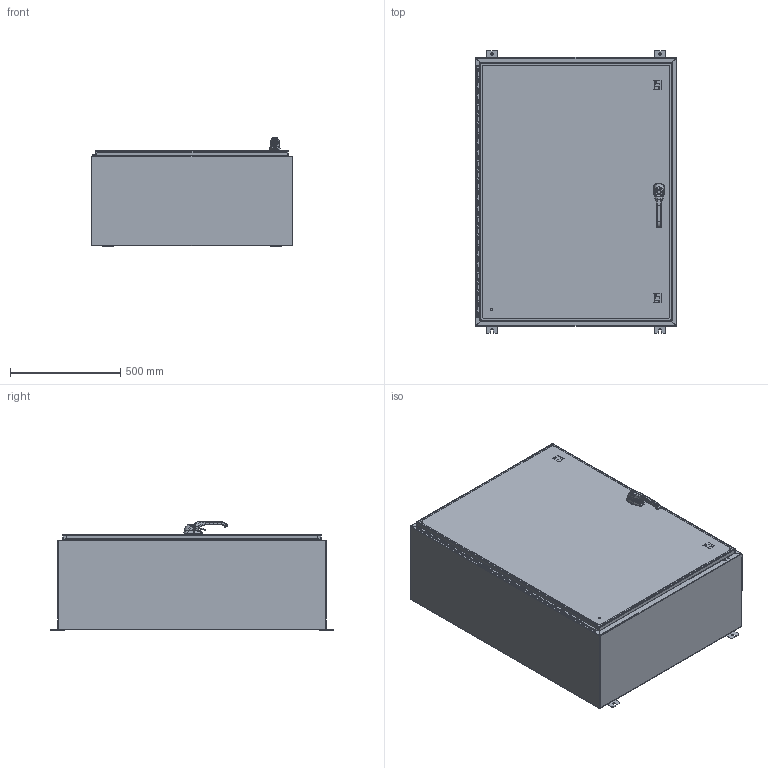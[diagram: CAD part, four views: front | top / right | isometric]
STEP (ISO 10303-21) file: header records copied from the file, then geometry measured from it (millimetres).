
FILE_DESCRIPTION (( 'STEP AP214' ), '1' );
FILE_NAME ('SSN44836163PTW.STEP', '2016-02-12T16:24:51', ( '' ), ( '' ), 'SwSTEP 2.0', 'SolidWorks 2014', '' );
FILE_SCHEMA (( 'AUTOMOTIVE_DESIGN' ));
Length unit declared in the file: inch
Products named in the file (46): HFW3762; 1000-277-01; 30254; DIN985_M10; 37042; D125B_10_5; HFW31712; 1091-76; 1091-BR11_AF0; 2100-11; SUPPORT-ROLL_AF0; DIN3771_16X2_5; PLASTIC-ROLLER-CAM_AF0_ASM; 1091-75; LOCK-NUT_AF0; 1091-B11_ASM; 7379-M6-8X25_AF0; 38859; 1091-74-01; PLASTIC-ROLLER-CAM_AF1; 32874-48; 1091-74-03; 1091-903_AF0; 32874-48P; 1091-73; 1091-903_AF0_2; 32874-48L; SSN44836163PTWBTB; 1091-903_AF0_1; 32874-48T; 34871; HFW369101; SSN448363PTWLID; SSN448163PTWLRS; HFW31235; 46x34; HFW31234; 38846; SSN44836163PTW; HFW32451 ...
Assembly tree (69 placements, depth 5):
  SSN44836163PTW
    SSN448163PTWLRS  x2
    34871  x4
    SSN44836163PTWBTB
    HFW32451
      1091-73
      1091-B11_ASM
        1091-74-03
        1091-74-01
      1091-75
      DIN3771_16X2_5
      2100-11
      1091-76
      D125B_10_5
      DIN985_M10
      1000-277-01  x2
      1000-02
      1225-05
      SPACER
    HFW31234  x2
    HFW31235  x2
    HFW369101  x4
    SS_LARGE_DOOR_ROD_ASSM-37042
      HFW31712
        1091-903_AF0
          1091-903_AF0_1
          1091-903_AF0_2
        PLASTIC-ROLLER-CAM_AF0_ASM
          PLASTIC-ROLLER-CAM_AF1
          7379-M6-8X25_AF0
          LOCK-NUT_AF0
        SUPPORT-ROLL_AF0
        1091-BR11_AF0
      37042  x2
      30254  x2
      HFW3762  x4
      31230  x2
      3862  x2
    38846
    46x34
    SSN448363PTWLID
    32874-48
      32874-48T
      32874-48L
      32874-48P
    38859  x8
Bounding box: 914.4 x 1282.7 x 492.95 mm (x, y, z)
Volume: 8536663.8 mm3; surface area: 8892283.3 mm2
Topology: 62 solids, 62 shells, 3345 faces, 8377 edges, 5164 vertices
Faces by surface type: cylinder 1368, plane 1192, torus 330, bspline 231, sphere 132, cone 92
Entity records: 120834 total; most frequent: CARTESIAN_POINT 42929, DIRECTION 13900, ORIENTED_EDGE 13308, EDGE_CURVE 6654, AXIS2_PLACEMENT_3D 5330, VERTEX_POINT 4101, LINE 3240, VECTOR 3240
